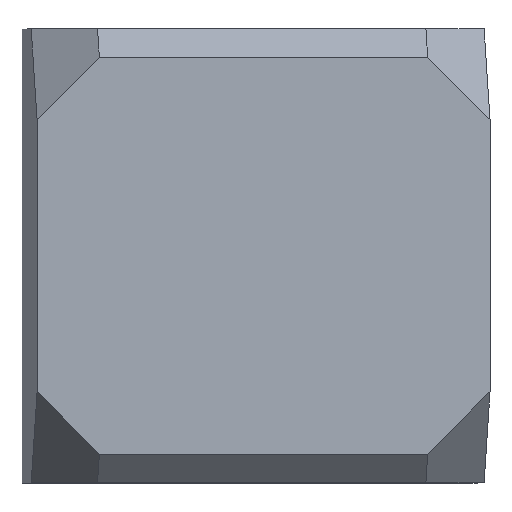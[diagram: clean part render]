
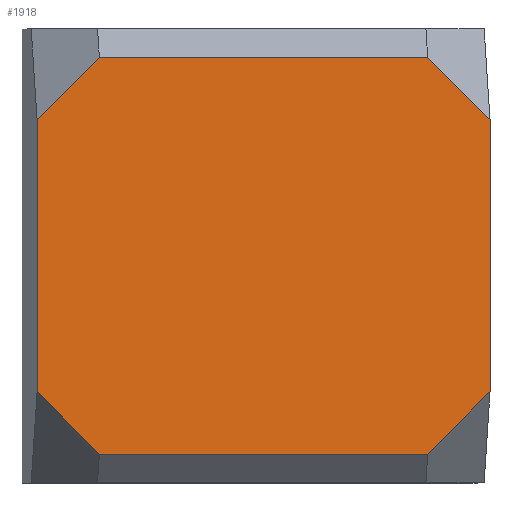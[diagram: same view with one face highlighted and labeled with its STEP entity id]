
A CAD part, top view. The second image highlights one B-rep face of the part: STEP entity #1918.
In plain terms, the highlighted planar face has unit normal (0.065, 0, 0.998).
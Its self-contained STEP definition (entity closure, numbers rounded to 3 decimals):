
#90=FACE_OUTER_BOUND('',#192,.T.);
#192=EDGE_LOOP('',(#1308,#1309,#1310,#1311,#1312,#1313,#1314,#1315));
#329=LINE('',#2721,#570);
#332=LINE('',#2727,#573);
#333=LINE('',#2729,#574);
#334=LINE('',#2731,#575);
#335=LINE('',#2733,#576);
#336=LINE('',#2735,#577);
#337=LINE('',#2737,#578);
#338=LINE('',#2738,#579);
#570=VECTOR('',#2211,10.);
#573=VECTOR('',#2216,5.333);
#574=VECTOR('',#2217,10.);
#575=VECTOR('',#2218,5.333);
#576=VECTOR('',#2219,5.333);
#577=VECTOR('',#2220,5.333);
#578=VECTOR('',#2221,10.);
#579=VECTOR('',#2222,5.333);
#804=VERTEX_POINT('',#2718);
#805=VERTEX_POINT('',#2720);
#807=VERTEX_POINT('',#2726);
#808=VERTEX_POINT('',#2728);
#809=VERTEX_POINT('',#2730);
#810=VERTEX_POINT('',#2732);
#811=VERTEX_POINT('',#2734);
#812=VERTEX_POINT('',#2736);
#1004=EDGE_CURVE('',#804,#805,#329,.F.);
#1007=EDGE_CURVE('',#807,#804,#332,.T.);
#1008=EDGE_CURVE('',#808,#807,#333,.T.);
#1009=EDGE_CURVE('',#809,#808,#334,.T.);
#1010=EDGE_CURVE('',#810,#809,#335,.T.);
#1011=EDGE_CURVE('',#811,#810,#336,.T.);
#1012=EDGE_CURVE('',#812,#811,#337,.T.);
#1013=EDGE_CURVE('',#805,#812,#338,.T.);
#1308=ORIENTED_EDGE('',*,*,#1004,.F.);
#1309=ORIENTED_EDGE('',*,*,#1007,.F.);
#1310=ORIENTED_EDGE('',*,*,#1008,.F.);
#1311=ORIENTED_EDGE('',*,*,#1009,.F.);
#1312=ORIENTED_EDGE('',*,*,#1010,.F.);
#1313=ORIENTED_EDGE('',*,*,#1011,.F.);
#1314=ORIENTED_EDGE('',*,*,#1012,.F.);
#1315=ORIENTED_EDGE('',*,*,#1013,.F.);
#1832=PLANE('',#2036);
#1918=ADVANCED_FACE('',(#90),#1832,.T.);
#2036=AXIS2_PLACEMENT_3D('',#2725,#2214,#2215);
#2211=DIRECTION('',(0.,-1.,0.));
#2214=DIRECTION('center_axis',(0.065,0.,
0.998));
#2215=DIRECTION('ref_axis',(0.998,0.,-0.065));
#2216=DIRECTION('',(-0.706,0.707,0.046));
#2217=DIRECTION('',(-0.998,0.,0.065));
#2218=DIRECTION('',(-0.706,-0.707,0.046));
#2219=DIRECTION('',(0.,-1.,0.));
#2220=DIRECTION('',(0.706,-0.707,-0.046));
#2221=DIRECTION('',(0.998,0.,-0.065));
#2222=DIRECTION('',(0.706,0.707,-0.046));
#2718=CARTESIAN_POINT('',(87.135,70.7,30.7));
#2720=CARTESIAN_POINT('',(87.135,80.3,30.7));
#2721=CARTESIAN_POINT('',(87.135,75.653,30.7));
#2725=CARTESIAN_POINT('Origin',(95.118,75.5,30.18));
#2726=CARTESIAN_POINT('',(89.33,68.5,30.557));
#2727=CARTESIAN_POINT('',(88.731,69.1,30.596));
#2728=CARTESIAN_POINT('',(100.905,68.5,29.803));
#2729=CARTESIAN_POINT('',(94.187,68.5,30.241));
#2730=CARTESIAN_POINT('',(103.101,70.7,29.66));
#2731=CARTESIAN_POINT('',(101.504,69.1,29.764));
#2732=CARTESIAN_POINT('',(103.101,80.3,29.66));
#2733=CARTESIAN_POINT('',(103.101,75.455,29.66));
#2734=CARTESIAN_POINT('',(100.905,82.5,29.803));
#2735=CARTESIAN_POINT('',(101.504,81.9,29.764));
#2736=CARTESIAN_POINT('',(89.33,82.5,30.557));
#2737=CARTESIAN_POINT('',(95.017,82.5,30.186));
#2738=CARTESIAN_POINT('',(88.731,81.9,30.596));
